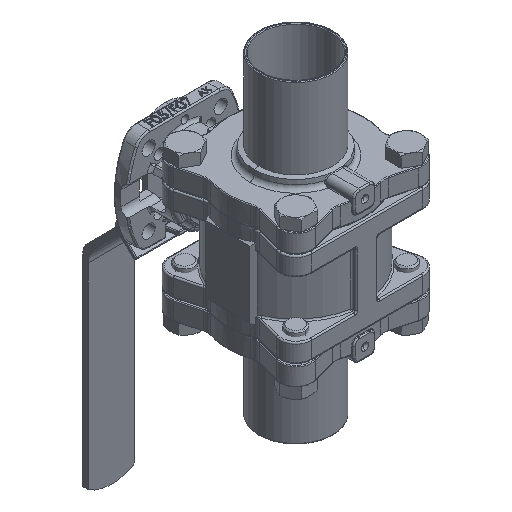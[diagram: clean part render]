
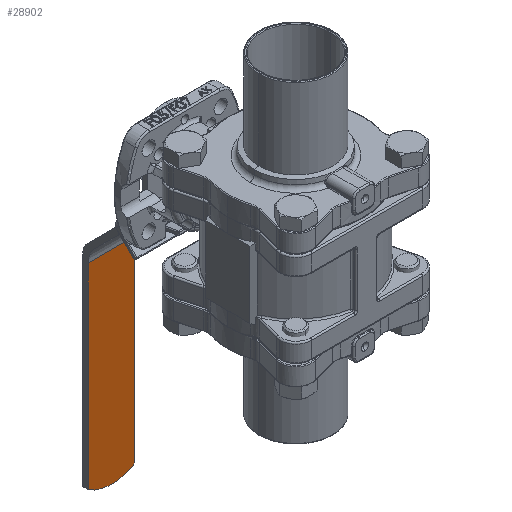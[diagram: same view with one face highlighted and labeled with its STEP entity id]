
A CAD part, isometric view. The second image highlights one B-rep face of the part: STEP entity #28902.
In plain terms, the highlighted planar face has unit normal (0, -1, 0).
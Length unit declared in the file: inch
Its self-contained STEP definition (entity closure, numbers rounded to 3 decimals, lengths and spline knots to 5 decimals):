
#421 = DIRECTION ( 'NONE',  ( -1., 0., 0. ) ) ;
#2004 = CIRCLE ( 'NONE', #10445, 1.1811 ) ;
#3672 = VERTEX_POINT ( 'NONE', #60294 ) ;
#3801 = VECTOR ( 'NONE', #421, 39.37008 ) ;
#4016 = DIRECTION ( 'NONE',  ( 0., 0., -1. ) ) ;
#5835 = DIRECTION ( 'NONE',  ( 0., 0., -1. ) ) ;
#7734 = ORIENTED_EDGE ( 'NONE', *, *, #18406, .T. ) ;
#9989 = DIRECTION ( 'NONE',  ( 0., 0., -1. ) ) ;
#10445 = AXIS2_PLACEMENT_3D ( 'NONE', #25859, #10545, #31794 ) ;
#10545 = DIRECTION ( 'NONE',  ( 0., 1., 0. ) ) ;
#11427 = CARTESIAN_POINT ( 'NONE',  ( 0.62992, 4.98819, -2.88241 ) ) ;
#12005 = EDGE_CURVE ( 'NONE', #15452, #66858, #57990, .T. ) ;
#14827 = CARTESIAN_POINT ( 'NONE',  ( 0.62992, 4.98819, -8.38583 ) ) ;
#15452 = VERTEX_POINT ( 'NONE', #40955 ) ;
#15823 = PLANE ( 'NONE',  #60079 ) ;
#18406 = EDGE_CURVE ( 'NONE', #65471, #15452, #40981, .T. ) ;
#21458 = CARTESIAN_POINT ( 'NONE',  ( 0.62992, 4.98819, -8.38583 ) ) ;
#23114 = ORIENTED_EDGE ( 'NONE', *, *, #12005, .T. ) ;
#25859 = CARTESIAN_POINT ( 'NONE',  ( 0., 4.98819, -7.20472 ) ) ;
#26942 = LINE ( 'NONE', #14827, #47203 ) ;
#28902 = ADVANCED_FACE ( 'NONE', ( #30572 ), #15823, .F. ) ;
#30572 = FACE_OUTER_BOUND ( 'NONE', #63208, .T. ) ;
#31794 = DIRECTION ( 'NONE',  ( 0., 0., 1. ) ) ;
#37661 = VECTOR ( 'NONE', #5835, 39.37008 ) ;
#38374 = ORIENTED_EDGE ( 'NONE', *, *, #67651, .F. ) ;
#39730 = EDGE_CURVE ( 'NONE', #65471, #3672, #26942, .T. ) ;
#40955 = CARTESIAN_POINT ( 'NONE',  ( -0.62992, 4.98819, -2.88241 ) ) ;
#40981 = LINE ( 'NONE', #11427, #3801 ) ;
#47203 = VECTOR ( 'NONE', #4016, 39.37008 ) ;
#48667 = DIRECTION ( 'NONE',  ( 0., 1., 0. ) ) ;
#53549 = CARTESIAN_POINT ( 'NONE',  ( -0.62992, 4.98819, -8.38583 ) ) ;
#56933 = CARTESIAN_POINT ( 'NONE',  ( -0.62992, 4.98819, -8.20383 ) ) ;
#57242 = ORIENTED_EDGE ( 'NONE', *, *, #39730, .F. ) ;
#57990 = LINE ( 'NONE', #53549, #37661 ) ;
#60079 = AXIS2_PLACEMENT_3D ( 'NONE', #21458, #48667, #9989 ) ;
#60294 = CARTESIAN_POINT ( 'NONE',  ( 0.62992, 4.98819, -8.20383 ) ) ;
#63208 = EDGE_LOOP ( 'NONE', ( #38374, #57242, #7734, #23114 ) ) ;
#65471 = VERTEX_POINT ( 'NONE', #69044 ) ;
#66858 = VERTEX_POINT ( 'NONE', #56933 ) ;
#67651 = EDGE_CURVE ( 'NONE', #3672, #66858, #2004, .T. ) ;
#69044 = CARTESIAN_POINT ( 'NONE',  ( 0.62992, 4.98819, -2.88241 ) ) ;
